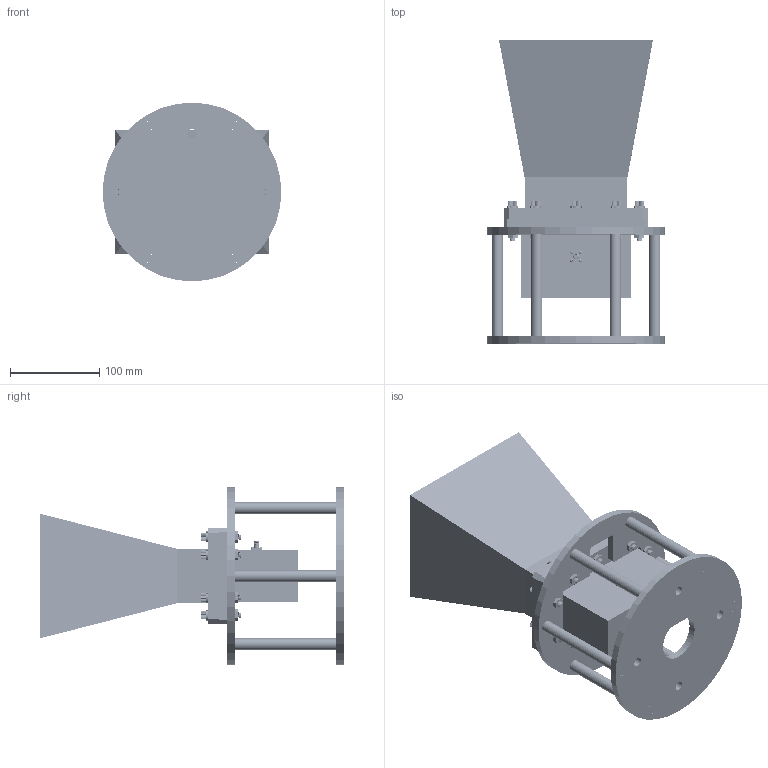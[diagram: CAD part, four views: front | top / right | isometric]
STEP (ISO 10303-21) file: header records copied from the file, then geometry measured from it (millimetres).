
FILE_DESCRIPTION (( 'STEP AP214' ), '1' );
FILE_NAME ('FM1WAN430-10SF_3D.step', '2024-03-20T15:50:56', ( '' ), ( '' ), 'SwSTEP 2.0', 'SolidWorks 2022', '' );
FILE_SCHEMA (( 'AUTOMOTIVE_DESIGN' ));
Length unit declared in the file: inch
Products named in the file (11): FM1WAN430-10SF_3D; FMWAN430-MNT; 1-4-20SH-HXx1.25_92196A544; 1-4-LW; 1-4-20SH-HXx1.25_2_92196A544; Copy of FMWAN430-MNT_LWR PLT^FMWAN430-MNT; Copy of FMWAN430-MNT_STDF RND M4 FEM, 8OD X 64LG^FMWAN430-MNT; 1-4-20HN_94846A029; FMWAN430-10; FMWCA9835; Copy of FMWAN430-MNT_UPR PLT^FMWAN430-MNT
Assembly tree (41 placements, depth 3):
  FM1WAN430-10SF_3D
    FMWAN430-MNT
      Copy of FMWAN430-MNT_UPR PLT^FMWAN430-MNT
      Copy of FMWAN430-MNT_STDF RND M4 FEM, 8OD X 64LG^FMWAN430-MNT  x6
      Copy of FMWAN430-MNT_LWR PLT^FMWAN430-MNT
    FMWAN430-10
    1-4-20SH-HXx1.25_2_92196A544  x9
    1-4-20HN_94846A029  x10
    1-4-LW  x10
    1-4-20SH-HXx1.25_92196A544
    FMWCA9835
Bounding box: 200 x 339.45 x 200 mm (x, y, z)
Volume: 1160785.2 mm3; surface area: 486713.1 mm2
Topology: 40 solids, 44 shells, 4314 faces, 10979 edges, 6790 vertices
Faces by surface type: cylinder 1667, plane 1600, cone 960, bspline 85, torus 2
Entity records: 48748 total; most frequent: CARTESIAN_POINT 20997, ORIENTED_EDGE 6436, DIRECTION 4818, EDGE_CURVE 3218, VERTEX_POINT 2036, AXIS2_PLACEMENT_3D 1830, EDGE_LOOP 1358, ADVANCED_FACE 1229
